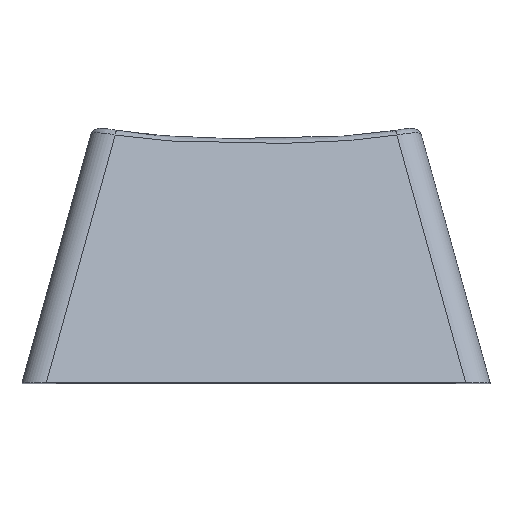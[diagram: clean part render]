
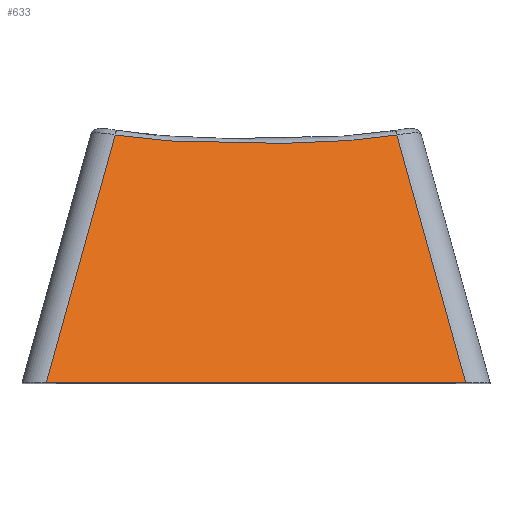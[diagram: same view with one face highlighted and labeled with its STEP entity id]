
A CAD part, top view. The second image highlights one B-rep face of the part: STEP entity #633.
In plain terms, the highlighted planar face has unit normal (0, 0.368, 0.93).
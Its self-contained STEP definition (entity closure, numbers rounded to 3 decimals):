
#70=FACE_OUTER_BOUND('',#110,.T.);
#110=EDGE_LOOP('',(#513,#514,#515,#516));
#163=LINE('',#1168,#212);
#164=LINE('',#1181,#213);
#165=LINE('',#1182,#214);
#212=VECTOR('',#790,10.);
#213=VECTOR('',#793,10.);
#214=VECTOR('',#794,10.);
#242=B_SPLINE_CURVE_WITH_KNOTS('',3,(#1171,#1172,#1173,#1174,#1175,#1176,
#1177,#1178,#1179),.UNSPECIFIED.,.F.,.F.,(4,1,1,1,1,1,4),(-3.975,
-3.819,-3.664,-3.352,-3.197,
-3.041,-2.885),.UNSPECIFIED.);
#292=VERTEX_POINT('',#1156);
#293=VERTEX_POINT('',#1164);
#295=VERTEX_POINT('',#1170);
#296=VERTEX_POINT('',#1180);
#371=EDGE_CURVE('',#292,#293,#163,.T.);
#372=EDGE_CURVE('',#295,#292,#242,.T.);
#373=EDGE_CURVE('',#296,#295,#164,.T.);
#374=EDGE_CURVE('',#293,#296,#165,.T.);
#513=ORIENTED_EDGE('',*,*,#371,.F.);
#514=ORIENTED_EDGE('',*,*,#372,.F.);
#515=ORIENTED_EDGE('',*,*,#373,.F.);
#516=ORIENTED_EDGE('',*,*,#374,.F.);
#606=PLANE('',#687);
#633=ADVANCED_FACE('',(#70),#606,.F.);
#687=AXIS2_PLACEMENT_3D('',#1169,#791,#792);
#790=DIRECTION('',(0.25,-0.9,0.357));
#791=DIRECTION('center_axis',(0.,-0.368,-0.93));
#792=DIRECTION('ref_axis',(-1.,0.,0.));
#793=DIRECTION('',(0.25,0.9,-0.357));
#794=DIRECTION('',(-1.,0.,0.));
#1156=CARTESIAN_POINT('',(5.42,9.54,5.222));
#1164=CARTESIAN_POINT('',(8.064,0.,9.));
#1168=CARTESIAN_POINT('',(7.322,2.679,7.939));
#1169=CARTESIAN_POINT('Origin',(9.,0.,9.));
#1170=CARTESIAN_POINT('',(-5.42,9.54,5.222));
#1171=CARTESIAN_POINT('Ctrl Pts',(-5.42,9.54,5.222));
#1172=CARTESIAN_POINT('Ctrl Pts',(-4.91,9.449,5.258));
#1173=CARTESIAN_POINT('Ctrl Pts',(-3.873,9.34,5.301));
#1174=CARTESIAN_POINT('Ctrl Pts',(-1.813,9.219,5.349));
#1175=CARTESIAN_POINT('Ctrl Pts',(0.262,9.195,5.358));
#1176=CARTESIAN_POINT('Ctrl Pts',(2.329,9.248,5.337));
#1177=CARTESIAN_POINT('Ctrl Pts',(3.875,9.341,5.301));
#1178=CARTESIAN_POINT('Ctrl Pts',(4.91,9.449,5.258));
#1179=CARTESIAN_POINT('Ctrl Pts',(5.42,9.54,5.222));
#1180=CARTESIAN_POINT('',(-8.064,0.,9.));
#1181=CARTESIAN_POINT('',(-7.562,1.812,8.282));
#1182=CARTESIAN_POINT('',(9.,0.,9.));
